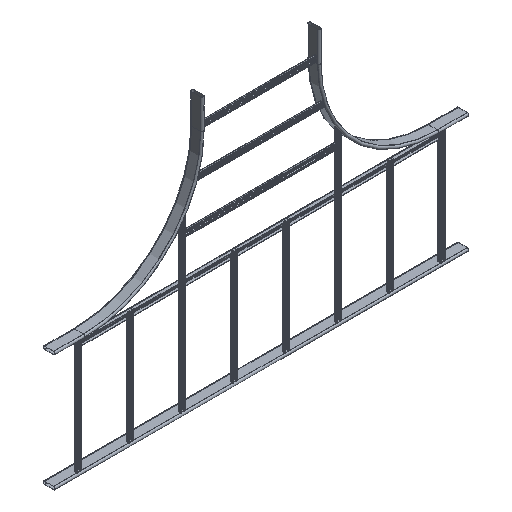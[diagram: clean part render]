
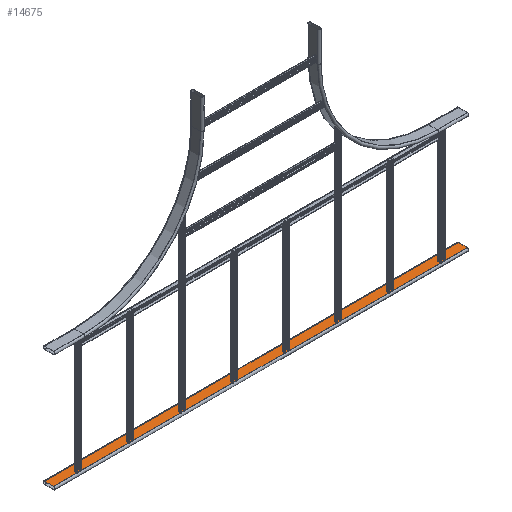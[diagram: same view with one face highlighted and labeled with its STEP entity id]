
A CAD part, isometric view. The second image highlights one B-rep face of the part: STEP entity #14675.
In plain terms, the highlighted planar face has unit normal (0, 0, 1).
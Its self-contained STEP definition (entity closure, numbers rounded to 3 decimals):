
#3493 = ORIENTED_EDGE ( 'NONE', *, *, #40888, .T. ) ;
#3949 = CARTESIAN_POINT ( 'NONE',  ( 1035., -22.5, 7.5 ) ) ;
#7878 = LINE ( 'NONE', #29982, #59412 ) ;
#9226 = DIRECTION ( 'NONE',  ( 0., 0., 1. ) ) ;
#9628 = VERTEX_POINT ( 'NONE', #59755 ) ;
#10227 = VERTEX_POINT ( 'NONE', #26008 ) ;
#11220 = VECTOR ( 'NONE', #56138, 1000. ) ;
#12103 = ORIENTED_EDGE ( 'NONE', *, *, #42056, .F. ) ;
#14675 = ADVANCED_FACE ( 'NONE', ( #56424 ), #34824, .T. ) ;
#16607 = VECTOR ( 'NONE', #50044, 1000. ) ;
#16784 = EDGE_CURVE ( 'NONE', #9628, #34107, #36931, .T. ) ;
#17257 = VECTOR ( 'NONE', #28287, 1000. ) ;
#20239 = CARTESIAN_POINT ( 'NONE',  ( -1035., -22.5, 7.5 ) ) ;
#23410 = CARTESIAN_POINT ( 'NONE',  ( -1035., 22.5, 7.5 ) ) ;
#24986 = AXIS2_PLACEMENT_3D ( 'NONE', #3949, #9226, #45169 ) ;
#26008 = CARTESIAN_POINT ( 'NONE',  ( 1035., -22.5, 7.5 ) ) ;
#28287 = DIRECTION ( 'NONE',  ( -1., 0., 0. ) ) ;
#29982 = CARTESIAN_POINT ( 'NONE',  ( 1035., 22.5, 7.5 ) ) ;
#30126 = ORIENTED_EDGE ( 'NONE', *, *, #51674, .T. ) ;
#30312 = LINE ( 'NONE', #34530, #16607 ) ;
#34044 = ORIENTED_EDGE ( 'NONE', *, *, #16784, .F. ) ;
#34107 = VERTEX_POINT ( 'NONE', #23410 ) ;
#34530 = CARTESIAN_POINT ( 'NONE',  ( 1035., -22.5, 7.5 ) ) ;
#34824 = PLANE ( 'NONE',  #24986 ) ;
#36931 = LINE ( 'NONE', #20239, #11220 ) ;
#38993 = EDGE_LOOP ( 'NONE', ( #34044, #12103, #3493, #30126 ) ) ;
#40888 = EDGE_CURVE ( 'NONE', #10227, #46889, #30312, .T. ) ;
#42056 = EDGE_CURVE ( 'NONE', #10227, #9628, #42930, .T. ) ;
#42930 = LINE ( 'NONE', #59094, #17257 ) ;
#45169 = DIRECTION ( 'NONE',  ( 0., 1., 0. ) ) ;
#46889 = VERTEX_POINT ( 'NONE', #56376 ) ;
#50044 = DIRECTION ( 'NONE',  ( 0., 1., 0. ) ) ;
#51674 = EDGE_CURVE ( 'NONE', #46889, #34107, #7878, .T. ) ;
#56138 = DIRECTION ( 'NONE',  ( 0., 1., 0. ) ) ;
#56376 = CARTESIAN_POINT ( 'NONE',  ( 1035., 22.5, 7.5 ) ) ;
#56424 = FACE_OUTER_BOUND ( 'NONE', #38993, .T. ) ;
#59094 = CARTESIAN_POINT ( 'NONE',  ( 1035., -22.5, 7.5 ) ) ;
#59412 = VECTOR ( 'NONE', #65892, 1000. ) ;
#59755 = CARTESIAN_POINT ( 'NONE',  ( -1035., -22.5, 7.5 ) ) ;
#65892 = DIRECTION ( 'NONE',  ( -1., 0., 0. ) ) ;
